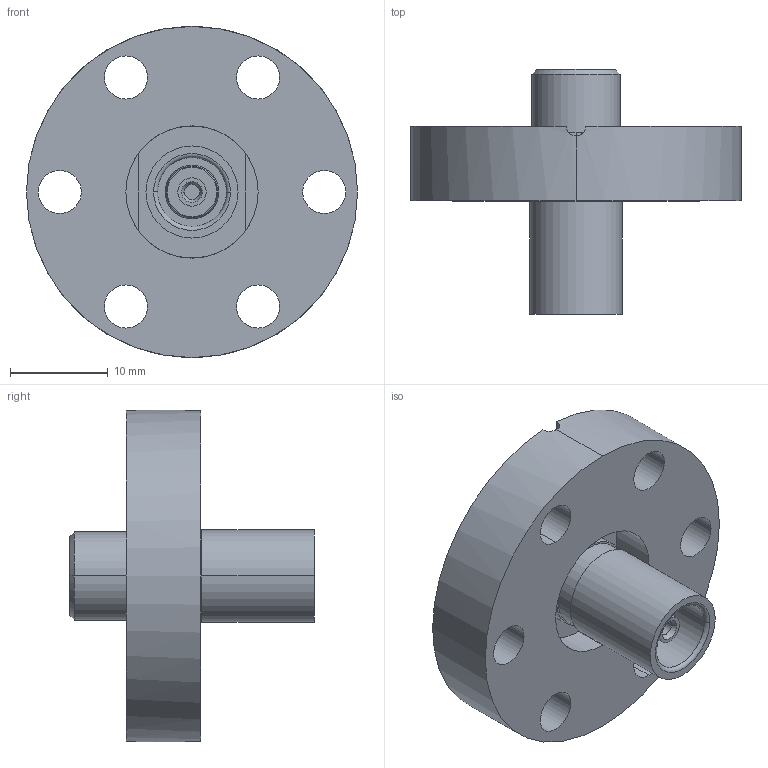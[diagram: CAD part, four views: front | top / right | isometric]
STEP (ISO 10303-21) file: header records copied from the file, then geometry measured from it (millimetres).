
FILE_DESCRIPTION (( 'STEP AP214' ), '1' );
FILE_NAME ('243-TRIAX-C16_02.STEP', '2025-05-05T12:27:10', ( '' ), ( '' ), 'SwSTEP 2.0', 'SolidWorks 2022', '' );
FILE_SCHEMA (( 'AUTOMOTIVE_DESIGN' ));
Length unit declared in the file: millimetre
Products named in the file (3): 9243-TRIAX-C16_DN16 CF; 243-TRIAX-C16_02; 243-TRIAX
Assembly tree (2 placements, depth 2):
  243-TRIAX-C16_02
    9243-TRIAX-C16_DN16 CF
    243-TRIAX
Bounding box: 33.8 x 25 x 33.8 mm (x, y, z)
Volume: 6052.3 mm3; surface area: 4923.1 mm2
Topology: 2 solids, 3 shells, 117 faces, 254 edges, 158 vertices
Faces by surface type: cylinder 54, plane 27, cone 22, torus 14
Entity records: 3432 total; most frequent: DIRECTION 650, CARTESIAN_POINT 606, ORIENTED_EDGE 508, AXIS2_PLACEMENT_3D 282, EDGE_CURVE 254, CIRCLE 160, VERTEX_POINT 158, EDGE_LOOP 148
